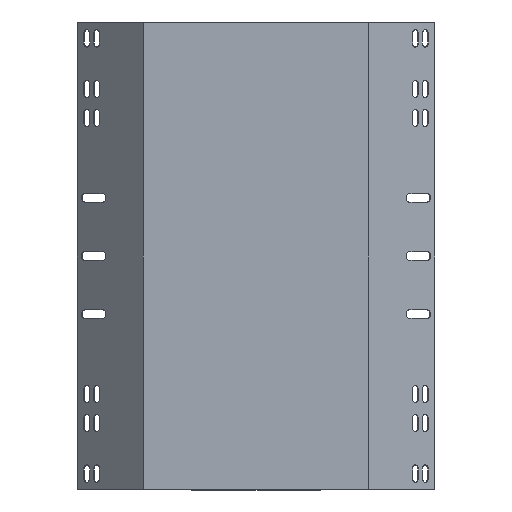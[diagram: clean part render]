
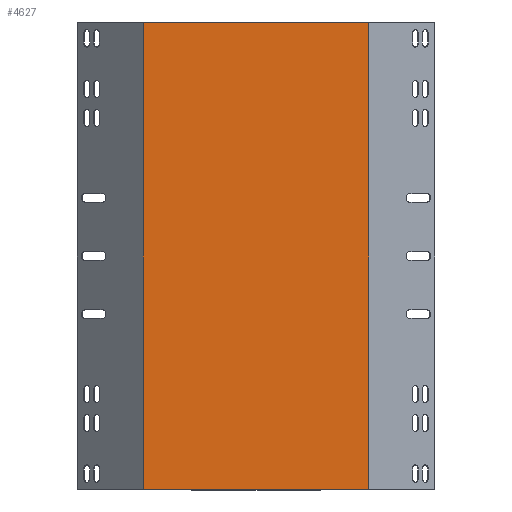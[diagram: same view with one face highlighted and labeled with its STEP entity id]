
A CAD part, front view. The second image highlights one B-rep face of the part: STEP entity #4627.
In plain terms, the highlighted planar face has unit normal (0, -1, 0).
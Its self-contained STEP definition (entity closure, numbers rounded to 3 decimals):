
#1767 = EDGE_CURVE ( 'NONE', #2673, #6042, #8618, .T. ) ;
#1966 = CARTESIAN_POINT ( 'NONE',  ( 75.013, -23.927, -225.612 ) ) ;
#1971 = DIRECTION ( 'NONE',  ( 0., 0., 1. ) ) ;
#2673 = VERTEX_POINT ( 'NONE', #7644 ) ;
#3049 = VECTOR ( 'NONE', #5858, 1000. ) ;
#3074 = LINE ( 'NONE', #5613, #3049 ) ;
#3240 = FACE_OUTER_BOUND ( 'NONE', #7798, .T. ) ;
#3750 = EDGE_CURVE ( 'NONE', #7326, #6042, #4923, .T. ) ;
#4050 = ORIENTED_EDGE ( 'NONE', *, *, #4718, .T. ) ;
#4094 = ORIENTED_EDGE ( 'NONE', *, *, #3750, .T. ) ;
#4134 = CARTESIAN_POINT ( 'NONE',  ( -119.249, -23.927, -225.612 ) ) ;
#4189 = ORIENTED_EDGE ( 'NONE', *, *, #1767, .F. ) ;
#4237 = DIRECTION ( 'NONE',  ( 0., 0., 1. ) ) ;
#4500 = ORIENTED_EDGE ( 'NONE', *, *, #6440, .F. ) ;
#4627 = ADVANCED_FACE ( 'NONE', ( #3240 ), #6643, .F. ) ;
#4718 = EDGE_CURVE ( 'NONE', #6738, #7326, #3074, .T. ) ;
#4922 = VECTOR ( 'NONE', #1971, 1000. ) ;
#4923 = LINE ( 'NONE', #1966, #4922 ) ;
#5092 = CARTESIAN_POINT ( 'NONE',  ( -119.249, -23.927, -225.8 ) ) ;
#5613 = CARTESIAN_POINT ( 'NONE',  ( -120.153, -23.927, -225.8 ) ) ;
#5858 = DIRECTION ( 'NONE',  ( 1., 0., 0. ) ) ;
#5920 = CARTESIAN_POINT ( 'NONE',  ( 75.013, -23.927, -225.8 ) ) ;
#6042 = VERTEX_POINT ( 'NONE', #6856 ) ;
#6440 = EDGE_CURVE ( 'NONE', #6738, #2673, #8739, .T. ) ;
#6449 = CARTESIAN_POINT ( 'NONE',  ( -120.153, -23.927, 175.8 ) ) ;
#6593 = DIRECTION ( 'NONE',  ( 0., 0., 1. ) ) ;
#6612 = DIRECTION ( 'NONE',  ( 0., 1., 0. ) ) ;
#6643 = PLANE ( 'NONE',  #8989 ) ;
#6728 = CARTESIAN_POINT ( 'NONE',  ( -118.918, -23.927, 175. ) ) ;
#6738 = VERTEX_POINT ( 'NONE', #5092 ) ;
#6856 = CARTESIAN_POINT ( 'NONE',  ( 75.013, -23.927, 175.8 ) ) ;
#7326 = VERTEX_POINT ( 'NONE', #5920 ) ;
#7644 = CARTESIAN_POINT ( 'NONE',  ( -119.249, -23.927, 175.8 ) ) ;
#7798 = EDGE_LOOP ( 'NONE', ( #4050, #4094, #4189, #4500 ) ) ;
#8026 = DIRECTION ( 'NONE',  ( 1., 0., 0. ) ) ;
#8605 = VECTOR ( 'NONE', #8026, 1000. ) ;
#8618 = LINE ( 'NONE', #6449, #8605 ) ;
#8687 = VECTOR ( 'NONE', #4237, 1000. ) ;
#8739 = LINE ( 'NONE', #4134, #8687 ) ;
#8989 = AXIS2_PLACEMENT_3D ( 'NONE', #6728, #6612, #6593 ) ;
